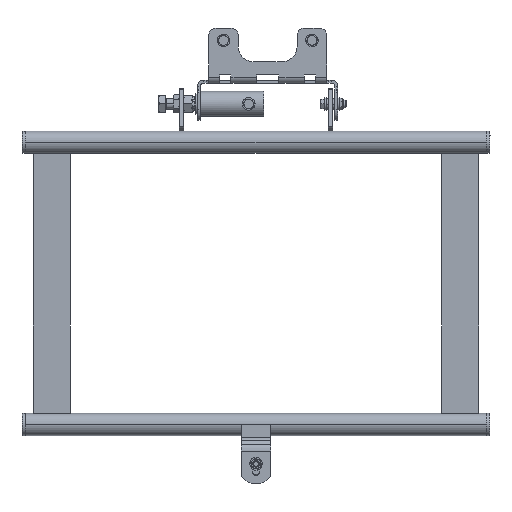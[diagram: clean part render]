
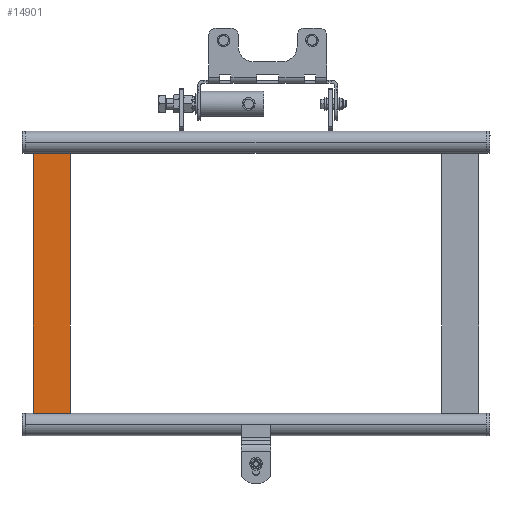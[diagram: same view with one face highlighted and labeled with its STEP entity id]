
A CAD part, left-side view. The second image highlights one B-rep face of the part: STEP entity #14901.
In plain terms, the highlighted planar face has unit normal (-1, 0, 0).
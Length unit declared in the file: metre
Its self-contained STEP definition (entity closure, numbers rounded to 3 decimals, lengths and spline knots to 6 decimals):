
#584 = LINE ( 'NONE', #9613, #23208 ) ;
#1424 = EDGE_LOOP ( 'NONE', ( #32349, #32753, #32670, #2352 ) ) ;
#1933 = LINE ( 'NONE', #10220, #2344 ) ;
#2325 = LINE ( 'NONE', #20421, #3173 ) ;
#2344 = VECTOR ( 'NONE', #25380, 1. ) ;
#2352 = ORIENTED_EDGE ( 'NONE', *, *, #16570, .T. ) ;
#2530 = DIRECTION ( 'NONE',  ( 0., 0., 1. ) ) ;
#3173 = VECTOR ( 'NONE', #16951, 1. ) ;
#4751 = EDGE_CURVE ( 'NONE', #7874, #15264, #584, .T. ) ;
#5883 = LINE ( 'NONE', #14534, #29789 ) ;
#7874 = VERTEX_POINT ( 'NONE', #14826 ) ;
#9613 = CARTESIAN_POINT ( 'NONE',  ( -0.029522, 0.399395, -0.113066 ) ) ;
#10220 = CARTESIAN_POINT ( 'NONE',  ( -0.029522, 0.449395, -0.463066 ) ) ;
#10862 = EDGE_CURVE ( 'NONE', #25088, #7874, #1933, .T. ) ;
#14534 = CARTESIAN_POINT ( 'NONE',  ( -0.029522, 0.399395, -0.463066 ) ) ;
#14826 = CARTESIAN_POINT ( 'NONE',  ( -0.029522, 0.449395, -0.113066 ) ) ;
#14901 = ADVANCED_FACE ( 'NONE', ( #20046 ), #29065, .T. ) ;
#15264 = VERTEX_POINT ( 'NONE', #28630 ) ;
#16570 = EDGE_CURVE ( 'NONE', #37925, #15264, #5883, .T. ) ;
#16951 = DIRECTION ( 'NONE',  ( 0., -1., 0. ) ) ;
#18260 = DIRECTION ( 'NONE',  ( 0., -1., 0. ) ) ;
#20046 = FACE_OUTER_BOUND ( 'NONE', #1424, .T. ) ;
#20421 = CARTESIAN_POINT ( 'NONE',  ( -0.029522, 0.399395, -0.463066 ) ) ;
#23208 = VECTOR ( 'NONE', #18260, 1. ) ;
#25088 = VERTEX_POINT ( 'NONE', #27484 ) ;
#25380 = DIRECTION ( 'NONE',  ( 0., 0., 1. ) ) ;
#26363 = CARTESIAN_POINT ( 'NONE',  ( -0.029522, 0.399395, -0.463066 ) ) ;
#27484 = CARTESIAN_POINT ( 'NONE',  ( -0.029522, 0.449395, -0.463066 ) ) ;
#28232 = DIRECTION ( 'NONE',  ( 0., 0., 1. ) ) ;
#28246 = CARTESIAN_POINT ( 'NONE',  ( -0.029522, 0.399395, -0.463066 ) ) ;
#28630 = CARTESIAN_POINT ( 'NONE',  ( -0.029522, 0.399395, -0.113066 ) ) ;
#29065 = PLANE ( 'NONE',  #30435 ) ;
#29789 = VECTOR ( 'NONE', #28232, 1. ) ;
#30435 = AXIS2_PLACEMENT_3D ( 'NONE', #26363, #32138, #2530 ) ;
#32138 = DIRECTION ( 'NONE',  ( -1., 0., 0. ) ) ;
#32349 = ORIENTED_EDGE ( 'NONE', *, *, #4751, .F. ) ;
#32670 = ORIENTED_EDGE ( 'NONE', *, *, #37540, .T. ) ;
#32753 = ORIENTED_EDGE ( 'NONE', *, *, #10862, .F. ) ;
#37540 = EDGE_CURVE ( 'NONE', #25088, #37925, #2325, .T. ) ;
#37925 = VERTEX_POINT ( 'NONE', #28246 ) ;
